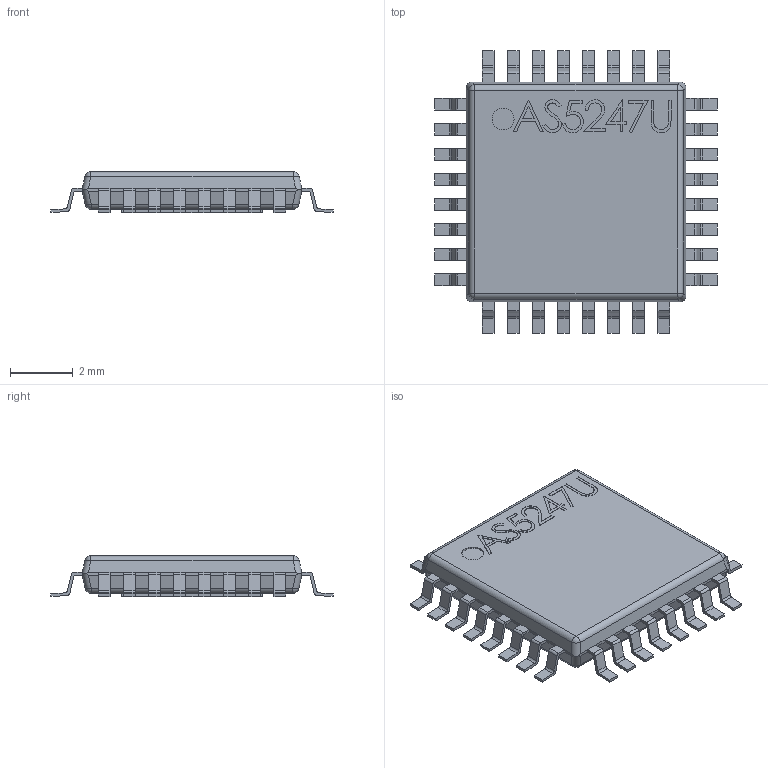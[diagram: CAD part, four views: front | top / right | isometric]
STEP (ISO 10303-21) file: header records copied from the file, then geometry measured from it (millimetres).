
FILE_DESCRIPTION (( 'STEP AP214' ), '1' );
FILE_NAME ('asm AS5247U.STEP', '2021-10-04T23:50:30', ( '' ), ( '' ), 'SwSTEP 2.0', 'SolidWorks 2020', '' );
FILE_SCHEMA (( 'AUTOMOTIVE_DESIGN' ));
Length unit declared in the file: millimetre
Products named in the file (1): asm AS5247U
Bounding box: 9.01 x 9.01 x 1.31 mm (x, y, z)
Volume: 60.3 mm3; surface area: 168.2 mm2
Topology: 1 solids, 1 shells, 589 faces, 1576 edges, 1000 vertices
Faces by surface type: plane 399, cylinder 146, bspline 36, sphere 8
Entity records: 26403 total; most frequent: CARTESIAN_POINT 5310, ORIENTED_EDGE 3152, DIRECTION 2876, EDGE_CURVE 1576, VECTOR 1200, LINE 1200, VERTEX_POINT 1000, AXIS2_PLACEMENT_3D 838
